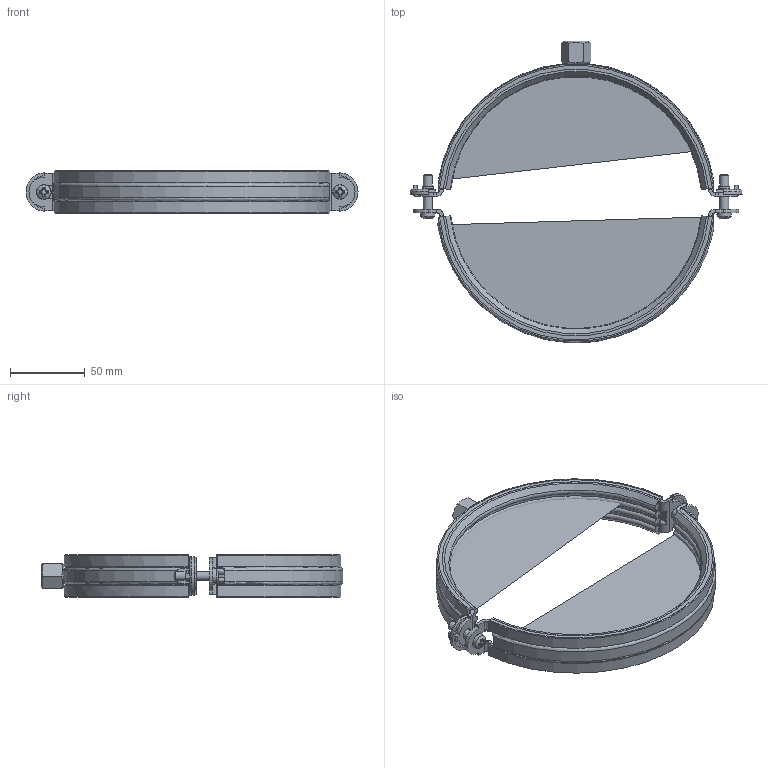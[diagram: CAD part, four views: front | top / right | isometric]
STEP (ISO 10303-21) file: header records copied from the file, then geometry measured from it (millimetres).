
FILE_DESCRIPTION((''),'2;1');
FILE_NAME('119890.stp','2011-08-09T13:40:59',('DMK009'),(''),'Autodesk Inventor 2012','Autodesk Inventor 2012','');
FILE_SCHEMA(('AUTOMOTIVE_DESIGN { 1 0 10303 214 1 1 1 1 }'));
Length unit declared in the file: millimetre
Products named in the file (1): 119890
Bounding box: 222 x 201.74 x 28.2 mm (x, y, z)
Volume: 111269.1 mm3; surface area: 76927.8 mm2
Topology: 1 solids, 1 shells, 358 faces, 1034 edges, 668 vertices
Faces by surface type: plane 171, cylinder 87, torus 48, cone 47, sphere 3, bspline 2
Full cylindrical faces by diameter (mm): 5.5 x2, 6 x4, 6.647 x1, 6.8 x1, 7.3 x2, 8.376 x1
Entity records: 12432 total; most frequent: CARTESIAN_POINT 2832, ORIENTED_EDGE 2018, DIRECTION 2005, EDGE_CURVE 1009, AXIS2_PLACEMENT_3D 765, VERTEX_POINT 659, VECTOR 475, LINE 475
